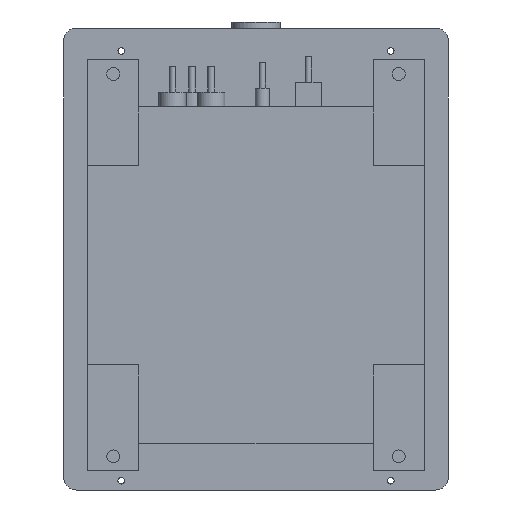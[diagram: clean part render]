
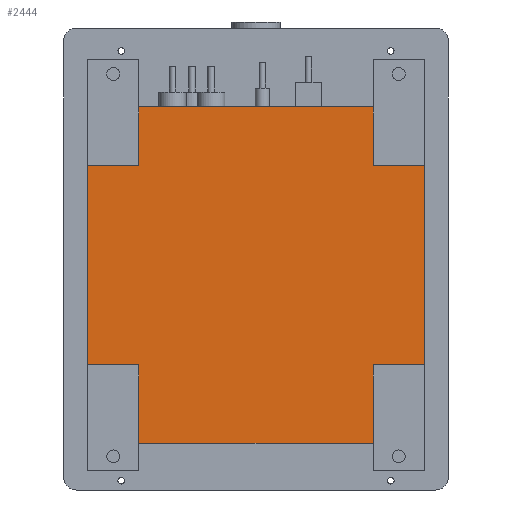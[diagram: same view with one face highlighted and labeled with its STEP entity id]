
A CAD part, front view. The second image highlights one B-rep face of the part: STEP entity #2444.
In plain terms, the highlighted planar face has unit normal (0, -1, 0).
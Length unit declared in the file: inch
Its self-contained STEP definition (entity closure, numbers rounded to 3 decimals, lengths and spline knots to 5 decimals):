
#1=DIRECTION('',(0.,0.,-1.));
#2=VECTOR('',#1,2.2875);
#3=CARTESIAN_POINT('',(4.5625,0.,6.5625));
#4=LINE('',#3,#2);
#5=DIRECTION('',(-1.,0.,0.));
#6=VECTOR('',#5,2.);
#7=CARTESIAN_POINT('',(6.5625,0.,4.275));
#8=LINE('',#7,#6);
#9=DIRECTION('',(0.,0.,-1.));
#10=VECTOR('',#9,7.775);
#11=CARTESIAN_POINT('',(6.5625,0.,4.275));
#12=LINE('',#11,#10);
#13=DIRECTION('',(-1.,0.,0.));
#14=VECTOR('',#13,2.);
#15=CARTESIAN_POINT('',(6.5625,0.,-3.5));
#16=LINE('',#15,#14);
#17=DIRECTION('',(0.,0.,1.));
#18=VECTOR('',#17,3.0625);
#19=CARTESIAN_POINT('',(4.5625,0.,-6.5625));
#20=LINE('',#19,#18);
#21=DIRECTION('',(-1.,0.,0.));
#22=VECTOR('',#21,9.125);
#23=CARTESIAN_POINT('',(4.5625,0.,-6.5625));
#24=LINE('',#23,#22);
#25=DIRECTION('',(0.,0.,1.));
#26=VECTOR('',#25,3.0625);
#27=CARTESIAN_POINT('',(-4.5625,0.,-6.5625));
#28=LINE('',#27,#26);
#29=DIRECTION('',(1.,0.,0.));
#30=VECTOR('',#29,2.);
#31=CARTESIAN_POINT('',(-6.5625,0.,-3.5));
#32=LINE('',#31,#30);
#33=DIRECTION('',(0.,0.,1.));
#34=VECTOR('',#33,7.775);
#35=CARTESIAN_POINT('',(-6.5625,0.,-3.5));
#36=LINE('',#35,#34);
#37=DIRECTION('',(1.,0.,0.));
#38=VECTOR('',#37,2.);
#39=CARTESIAN_POINT('',(-6.5625,0.,4.275));
#40=LINE('',#39,#38);
#41=DIRECTION('',(0.,0.,-1.));
#42=VECTOR('',#41,2.2875);
#43=CARTESIAN_POINT('',(-4.5625,0.,6.5625));
#44=LINE('',#43,#42);
#45=DIRECTION('',(1.,0.,0.));
#46=VECTOR('',#45,9.125);
#47=CARTESIAN_POINT('',(-4.5625,0.,6.5625));
#48=LINE('',#47,#46);
#1905=CARTESIAN_POINT('',(4.5625,0.,6.5625));
#1906=CARTESIAN_POINT('',(4.5625,0.,4.275));
#1907=VERTEX_POINT('',#1905);
#1908=VERTEX_POINT('',#1906);
#1909=CARTESIAN_POINT('',(6.5625,0.,4.275));
#1910=VERTEX_POINT('',#1909);
#1911=CARTESIAN_POINT('',(6.5625,0.,-3.5));
#1912=CARTESIAN_POINT('',(4.5625,0.,-3.5));
#1913=VERTEX_POINT('',#1911);
#1914=VERTEX_POINT('',#1912);
#1915=CARTESIAN_POINT('',(4.5625,0.,-6.5625));
#1916=VERTEX_POINT('',#1915);
#1917=CARTESIAN_POINT('',(-4.5625,0.,-6.5625));
#1918=CARTESIAN_POINT('',(-4.5625,0.,-3.5));
#1919=VERTEX_POINT('',#1917);
#1920=VERTEX_POINT('',#1918);
#1921=CARTESIAN_POINT('',(-6.5625,0.,-3.5));
#1922=VERTEX_POINT('',#1921);
#1923=CARTESIAN_POINT('',(-6.5625,0.,4.275));
#1924=CARTESIAN_POINT('',(-4.5625,0.,4.275));
#1925=VERTEX_POINT('',#1923);
#1926=VERTEX_POINT('',#1924);
#1927=CARTESIAN_POINT('',(-4.5625,0.,6.5625));
#1928=VERTEX_POINT('',#1927);
#2413=CARTESIAN_POINT('',(0.,0.,0.));
#2414=DIRECTION('',(0.,1.,0.));
#2415=DIRECTION('',(1.,0.,0.));
#2416=AXIS2_PLACEMENT_3D('',#2413,#2414,#2415);
#2417=PLANE('',#2416);
#2419=ORIENTED_EDGE('',*,*,#2418,.T.);
#2421=ORIENTED_EDGE('',*,*,#2420,.F.);
#2423=ORIENTED_EDGE('',*,*,#2422,.T.);
#2425=ORIENTED_EDGE('',*,*,#2424,.T.);
#2427=ORIENTED_EDGE('',*,*,#2426,.F.);
#2429=ORIENTED_EDGE('',*,*,#2428,.T.);
#2431=ORIENTED_EDGE('',*,*,#2430,.T.);
#2433=ORIENTED_EDGE('',*,*,#2432,.F.);
#2435=ORIENTED_EDGE('',*,*,#2434,.T.);
#2437=ORIENTED_EDGE('',*,*,#2436,.T.);
#2439=ORIENTED_EDGE('',*,*,#2438,.F.);
#2441=ORIENTED_EDGE('',*,*,#2440,.T.);
#2442=EDGE_LOOP('',(#2419,#2421,#2423,#2425,#2427,#2429,#2431,#2433,#2435,#2437,
#2439,#2441));
#2443=FACE_OUTER_BOUND('',#2442,.F.);
#2444=ADVANCED_FACE('',(#2443),#2417,.F.);
#2418=EDGE_CURVE('',#1907,#1908,#4,.T.);
#2420=EDGE_CURVE('',#1910,#1908,#8,.T.);
#2422=EDGE_CURVE('',#1910,#1913,#12,.T.);
#2424=EDGE_CURVE('',#1913,#1914,#16,.T.);
#2426=EDGE_CURVE('',#1916,#1914,#20,.T.);
#2428=EDGE_CURVE('',#1916,#1919,#24,.T.);
#2430=EDGE_CURVE('',#1919,#1920,#28,.T.);
#2432=EDGE_CURVE('',#1922,#1920,#32,.T.);
#2434=EDGE_CURVE('',#1922,#1925,#36,.T.);
#2436=EDGE_CURVE('',#1925,#1926,#40,.T.);
#2438=EDGE_CURVE('',#1928,#1926,#44,.T.);
#2440=EDGE_CURVE('',#1928,#1907,#48,.T.);
